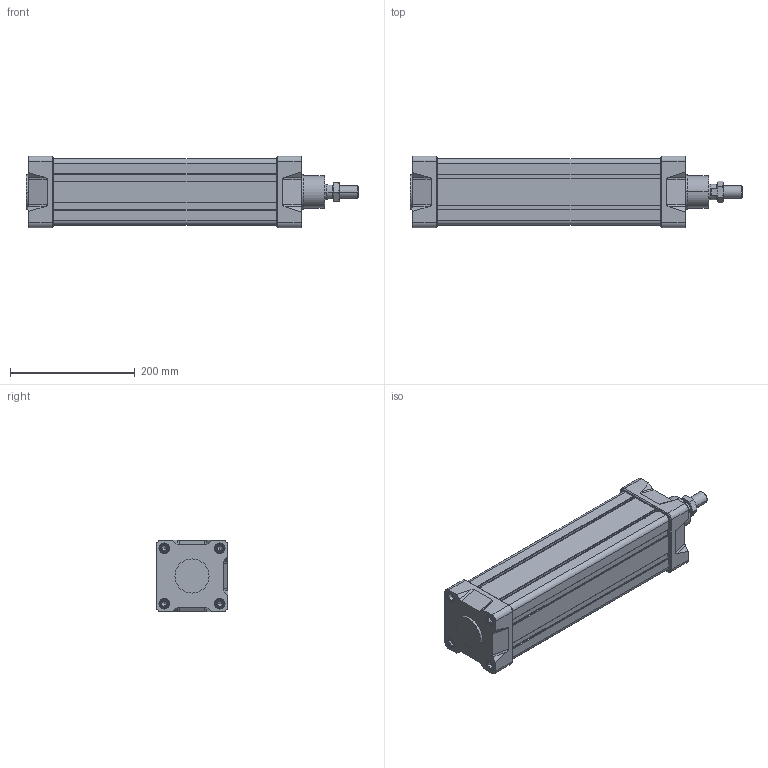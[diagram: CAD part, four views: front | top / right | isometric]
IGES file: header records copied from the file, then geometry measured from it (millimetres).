
Start section: SolidWorks IGES file using analytic representation for surfaces
Global section: file name: CL_001_100_0300.IGS; native system: SolidWorks 2013; preprocessor: SolidWorks 2013; author: technolog; date: 140625.132411; units: millimetre
Bounding box: 533 x 115 x 115 mm (x, y, z)
Volume: 2256572.6 mm3; surface area: 640462.5 mm2
Topology: 13 solids, 13 shells, 726 faces, 3420 edges, 4473 vertices
Faces by surface type: revolution 365, plane 348, bspline 13
